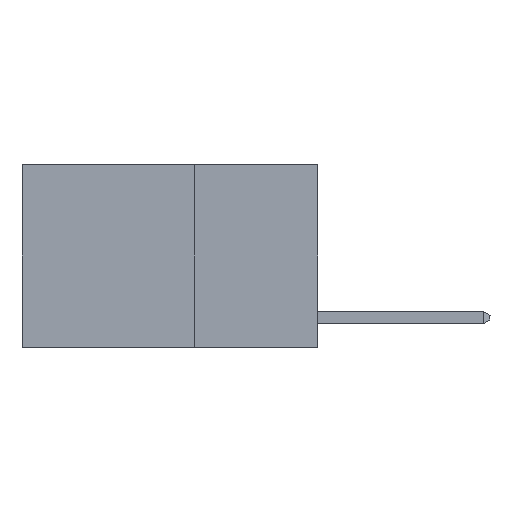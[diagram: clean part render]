
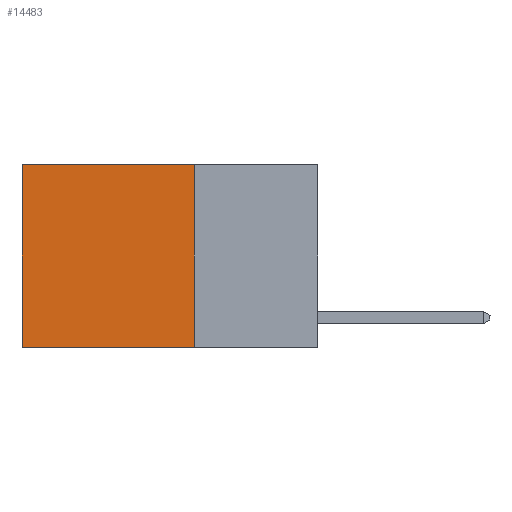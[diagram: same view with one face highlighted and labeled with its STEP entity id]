
A CAD part, left-side view. The second image highlights one B-rep face of the part: STEP entity #14483.
In plain terms, the highlighted planar face has unit normal (-1, 0, 0).
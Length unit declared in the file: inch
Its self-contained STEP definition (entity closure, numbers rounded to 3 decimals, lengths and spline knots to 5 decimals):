
#195 = ORIENTED_EDGE ( 'NONE', *, *, #8205, .F. ) ;
#919 = CARTESIAN_POINT ( 'NONE',  ( 0.2625, 0.25, 0. ) ) ;
#1489 = CARTESIAN_POINT ( 'NONE',  ( 0.2625, 0.6, 0. ) ) ;
#1776 = ORIENTED_EDGE ( 'NONE', *, *, #15568, .F. ) ;
#1874 = DIRECTION ( 'NONE',  ( 1., 0., 0. ) ) ;
#1962 = DIRECTION ( 'NONE',  ( 0., 0., -1. ) ) ;
#2200 = CARTESIAN_POINT ( 'NONE',  ( 0.2625, 0.6, 0. ) ) ;
#2314 = VERTEX_POINT ( 'NONE', #15001 ) ;
#2468 = VECTOR ( 'NONE', #9653, 39.37008 ) ;
#2687 = DIRECTION ( 'NONE',  ( 0., 0., -1. ) ) ;
#2911 = ORIENTED_EDGE ( 'NONE', *, *, #8097, .T. ) ;
#3009 = VERTEX_POINT ( 'NONE', #14701 ) ;
#3779 = EDGE_CURVE ( 'NONE', #11407, #3009, #9246, .T. ) ;
#3819 = LINE ( 'NONE', #14770, #4780 ) ;
#4303 = DIRECTION ( 'NONE',  ( 0., 0., -1. ) ) ;
#4454 = CARTESIAN_POINT ( 'NONE',  ( 0.2625, 0.25, -0.37 ) ) ;
#4780 = VECTOR ( 'NONE', #2687, 39.37008 ) ;
#5291 = VECTOR ( 'NONE', #7111, 39.37008 ) ;
#5814 = FACE_OUTER_BOUND ( 'NONE', #6188, .T. ) ;
#5907 = LINE ( 'NONE', #7020, #5291 ) ;
#5921 = VECTOR ( 'NONE', #1962, 39.37008 ) ;
#6188 = EDGE_LOOP ( 'NONE', ( #6440, #1776, #195, #2911 ) ) ;
#6440 = ORIENTED_EDGE ( 'NONE', *, *, #3779, .T. ) ;
#7020 = CARTESIAN_POINT ( 'NONE',  ( 0.2625, 0.25, 0. ) ) ;
#7111 = DIRECTION ( 'NONE',  ( 0., 1., 0. ) ) ;
#8097 = EDGE_CURVE ( 'NONE', #2314, #11407, #5907, .T. ) ;
#8205 = EDGE_CURVE ( 'NONE', #2314, #12006, #3819, .T. ) ;
#9060 = CARTESIAN_POINT ( 'NONE',  ( 0.2625, 0.25, -0.37 ) ) ;
#9246 = LINE ( 'NONE', #2200, #5921 ) ;
#9653 = DIRECTION ( 'NONE',  ( 0., 1., 0. ) ) ;
#10120 = AXIS2_PLACEMENT_3D ( 'NONE', #919, #1874, #4303 ) ;
#10856 = LINE ( 'NONE', #4454, #2468 ) ;
#11407 = VERTEX_POINT ( 'NONE', #1489 ) ;
#12006 = VERTEX_POINT ( 'NONE', #9060 ) ;
#14199 = PLANE ( 'NONE',  #10120 ) ;
#14483 = ADVANCED_FACE ( 'NONE', ( #5814 ), #14199, .F. ) ;
#14701 = CARTESIAN_POINT ( 'NONE',  ( 0.2625, 0.6, -0.37 ) ) ;
#14770 = CARTESIAN_POINT ( 'NONE',  ( 0.2625, 0.25, 0. ) ) ;
#15001 = CARTESIAN_POINT ( 'NONE',  ( 0.2625, 0.25, 0. ) ) ;
#15568 = EDGE_CURVE ( 'NONE', #12006, #3009, #10856, .T. ) ;
